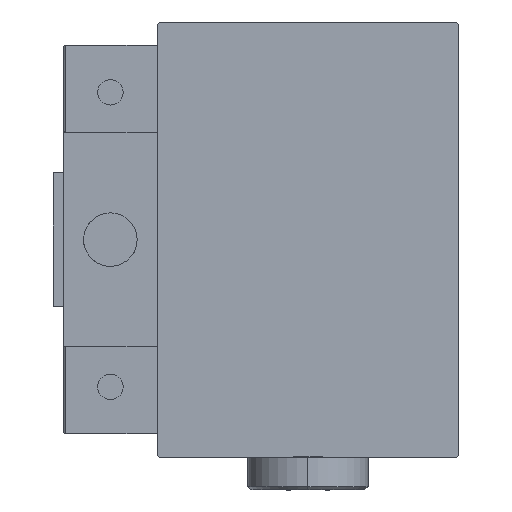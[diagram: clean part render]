
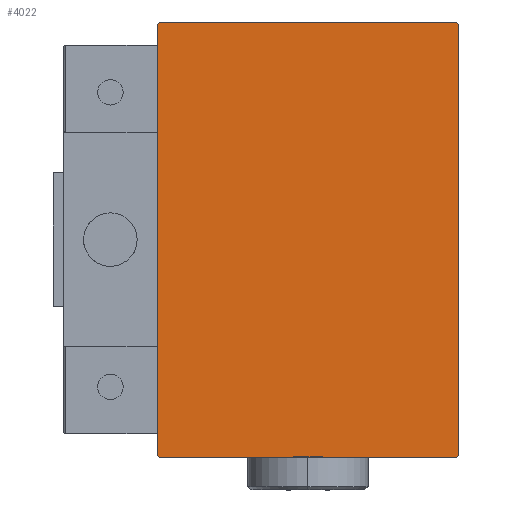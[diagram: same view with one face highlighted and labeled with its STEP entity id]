
A CAD part, left-side view. The second image highlights one B-rep face of the part: STEP entity #4022.
In plain terms, the highlighted face is planar.
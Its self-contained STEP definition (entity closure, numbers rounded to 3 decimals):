
#79 = EDGE_CURVE ( 'NONE', #16021, #33332, #42061, .T. ) ;
#1164 = LINE ( 'NONE', #36828, #43731 ) ;
#1484 = VERTEX_POINT ( 'NONE', #23600 ) ;
#1793 = DIRECTION ( 'NONE',  ( 0., -1., 0. ) ) ;
#4022 = ADVANCED_FACE ( 'NONE', ( #37981 ), #17692, .T. ) ;
#4300 = VERTEX_POINT ( 'NONE', #51327 ) ;
#5356 = CARTESIAN_POINT ( 'NONE',  ( 130., -27.35, -27.35 ) ) ;
#6875 = VERTEX_POINT ( 'NONE', #20514 ) ;
#8739 = AXIS2_PLACEMENT_3D ( 'NONE', #49404, #13780, #41622 ) ;
#9407 = EDGE_CURVE ( 'NONE', #32200, #31513, #1164, .T. ) ;
#9647 = CARTESIAN_POINT ( 'NONE',  ( 130., 27.35, 27.35 ) ) ;
#10170 = VECTOR ( 'NONE', #1793, 1000. ) ;
#13703 = DIRECTION ( 'NONE',  ( 0., 0.707, 0.707 ) ) ;
#13780 = DIRECTION ( 'NONE',  ( 1., 0., 0. ) ) ;
#14827 = DIRECTION ( 'NONE',  ( 0., 1., 0. ) ) ;
#16021 = VERTEX_POINT ( 'NONE', #31285 ) ;
#16196 = ORIENTED_EDGE ( 'NONE', *, *, #9407, .T. ) ;
#16451 = DIRECTION ( 'NONE',  ( 0., 0., -1. ) ) ;
#17692 = PLANE ( 'NONE',  #8739 ) ;
#17721 = ORIENTED_EDGE ( 'NONE', *, *, #47244, .T. ) ;
#18398 = CARTESIAN_POINT ( 'NONE',  ( 130., 27.35, -27.35 ) ) ;
#18496 = CARTESIAN_POINT ( 'NONE',  ( 130., -22.5, 32.2 ) ) ;
#19948 = CARTESIAN_POINT ( 'NONE',  ( 130., 22.5, -32.5 ) ) ;
#20364 = LINE ( 'NONE', #24002, #30092 ) ;
#20514 = CARTESIAN_POINT ( 'NONE',  ( 130., -22.5, -32.2 ) ) ;
#21507 = CARTESIAN_POINT ( 'NONE',  ( 130., 22.5, -32.2 ) ) ;
#22432 = EDGE_CURVE ( 'NONE', #31513, #6875, #20364, .T. ) ;
#23600 = CARTESIAN_POINT ( 'NONE',  ( 130., 22.2, 32.5 ) ) ;
#23757 = ORIENTED_EDGE ( 'NONE', *, *, #79, .T. ) ;
#24002 = CARTESIAN_POINT ( 'NONE',  ( 130., -22.5, 32.5 ) ) ;
#24306 = VECTOR ( 'NONE', #26983, 1000. ) ;
#25487 = EDGE_CURVE ( 'NONE', #42429, #1484, #45817, .T. ) ;
#25786 = CARTESIAN_POINT ( 'NONE',  ( 130., 22.5, 32.2 ) ) ;
#26596 = EDGE_LOOP ( 'NONE', ( #31586, #23757, #51323, #47354, #17721, #16196, #33648, #45843 ) ) ;
#26983 = DIRECTION ( 'NONE',  ( 0., 0., 1. ) ) ;
#28545 = VECTOR ( 'NONE', #36605, 1000. ) ;
#28799 = LINE ( 'NONE', #5356, #28545 ) ;
#30092 = VECTOR ( 'NONE', #16451, 1000. ) ;
#30887 = CARTESIAN_POINT ( 'NONE',  ( 130., -22.2, 32.5 ) ) ;
#31285 = CARTESIAN_POINT ( 'NONE',  ( 130., 22.2, -32.5 ) ) ;
#31386 = LINE ( 'NONE', #19948, #24306 ) ;
#31513 = VERTEX_POINT ( 'NONE', #18496 ) ;
#31586 = ORIENTED_EDGE ( 'NONE', *, *, #43910, .T. ) ;
#32200 = VERTEX_POINT ( 'NONE', #30887 ) ;
#33332 = VERTEX_POINT ( 'NONE', #21507 ) ;
#33648 = ORIENTED_EDGE ( 'NONE', *, *, #22432, .T. ) ;
#34604 = CARTESIAN_POINT ( 'NONE',  ( 130., -22.5, -32.5 ) ) ;
#36605 = DIRECTION ( 'NONE',  ( 0., 0.707, -0.707 ) ) ;
#36828 = CARTESIAN_POINT ( 'NONE',  ( 130., -27.35, 27.35 ) ) ;
#37499 = DIRECTION ( 'NONE',  ( 0., -0.707, 0.707 ) ) ;
#37981 = FACE_OUTER_BOUND ( 'NONE', #26596, .T. ) ;
#39364 = VECTOR ( 'NONE', #13703, 1000. ) ;
#41622 = DIRECTION ( 'NONE',  ( 0., 0., -1. ) ) ;
#42061 = LINE ( 'NONE', #18398, #39364 ) ;
#42429 = VERTEX_POINT ( 'NONE', #25786 ) ;
#43731 = VECTOR ( 'NONE', #48016, 1000. ) ;
#43910 = EDGE_CURVE ( 'NONE', #4300, #16021, #47068, .T. ) ;
#45817 = LINE ( 'NONE', #9647, #50113 ) ;
#45843 = ORIENTED_EDGE ( 'NONE', *, *, #50227, .T. ) ;
#46285 = LINE ( 'NONE', #50163, #10170 ) ;
#47068 = LINE ( 'NONE', #34604, #47241 ) ;
#47241 = VECTOR ( 'NONE', #14827, 1000. ) ;
#47244 = EDGE_CURVE ( 'NONE', #1484, #32200, #46285, .T. ) ;
#47354 = ORIENTED_EDGE ( 'NONE', *, *, #25487, .T. ) ;
#48016 = DIRECTION ( 'NONE',  ( 0., -0.707, -0.707 ) ) ;
#48418 = EDGE_CURVE ( 'NONE', #33332, #42429, #31386, .T. ) ;
#49404 = CARTESIAN_POINT ( 'NONE',  ( 130., 0., 0. ) ) ;
#50113 = VECTOR ( 'NONE', #37499, 1000. ) ;
#50163 = CARTESIAN_POINT ( 'NONE',  ( 130., 22.5, 32.5 ) ) ;
#50227 = EDGE_CURVE ( 'NONE', #6875, #4300, #28799, .T. ) ;
#51323 = ORIENTED_EDGE ( 'NONE', *, *, #48418, .T. ) ;
#51327 = CARTESIAN_POINT ( 'NONE',  ( 130., -22.2, -32.5 ) ) ;
